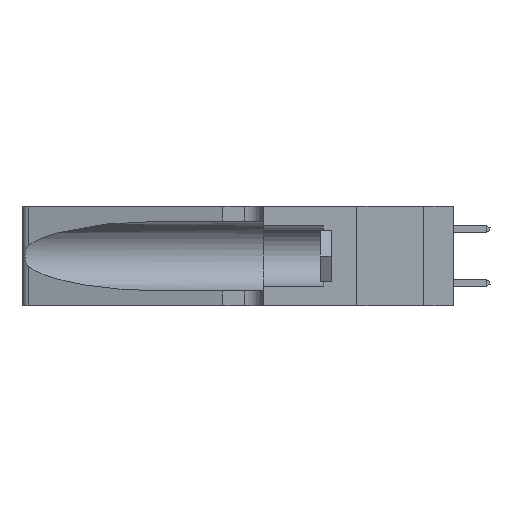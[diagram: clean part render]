
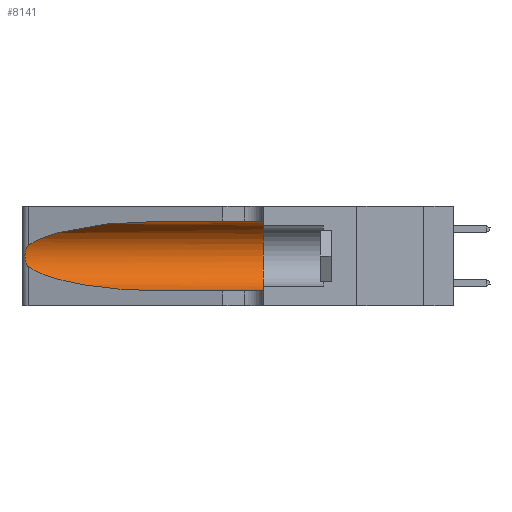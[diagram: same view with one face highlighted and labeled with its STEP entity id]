
A CAD part, left-side view. The second image highlights one B-rep face of the part: STEP entity #8141.
In plain terms, the highlighted cylindrical face has radius 3.308 mm (diameter 6.617 mm), a partial arc.
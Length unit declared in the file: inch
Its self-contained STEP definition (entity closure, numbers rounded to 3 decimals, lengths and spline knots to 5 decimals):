
#218 = CARTESIAN_POINT ( 'NONE',  ( 0.26075, 1.23896, 0.178 ) ) ;
#886 = CARTESIAN_POINT ( 'NONE',  ( 0.26075, 1.23896, 0.19203 ) ) ;
#1386 =( BOUNDED_CURVE ( )  B_SPLINE_CURVE ( 3, ( #12212, #5765, #19499, #3606 ),
 .UNSPECIFIED., .F., .F. ) 
 B_SPLINE_CURVE_WITH_KNOTS ( ( 4, 4 ),
 ( 1.5708, 2.84003 ),
 .UNSPECIFIED. ) 
 CURVE ( )  GEOMETRIC_REPRESENTATION_ITEM ( )  RATIONAL_B_SPLINE_CURVE ( ( 1., 0.87, 0.87, 1. ) ) 
 REPRESENTATION_ITEM ( '' )  );
#1617 = CIRCLE ( 'NONE', #20880, 0.13025 ) ;
#1842 = CARTESIAN_POINT ( 'NONE',  ( 0.25856, 1.23593, 0.16098 ) ) ;
#2361 = VECTOR ( 'NONE', #7964, 39.37008 ) ;
#2878 = CARTESIAN_POINT ( 'NONE',  ( 0.25639, 1.23184, 0.21858 ) ) ;
#3581 =( BOUNDED_CURVE ( )  B_SPLINE_CURVE ( 3, ( #20963, #17785, #5131, #13266 ),
 .UNSPECIFIED., .F., .T. ) 
 B_SPLINE_CURVE_WITH_KNOTS ( ( 4, 4 ),
 ( 3.44316, 4.71239 ),
 .UNSPECIFIED. ) 
 CURVE ( )  GEOMETRIC_REPRESENTATION_ITEM ( )  RATIONAL_B_SPLINE_CURVE ( ( 1., 0.87, 0.87, 1. ) ) 
 REPRESENTATION_ITEM ( '' )  );
#3606 = CARTESIAN_POINT ( 'NONE',  ( 0.25487, 1.22718, 0.22369 ) ) ;
#4169 = DIRECTION ( 'NONE',  ( 0., 0., -1. ) ) ;
#4238 = CARTESIAN_POINT ( 'NONE',  ( 0.25854, 1.2359, 0.20912 ) ) ;
#4509 = ORIENTED_EDGE ( 'NONE', *, *, #15537, .T. ) ;
#5131 = CARTESIAN_POINT ( 'NONE',  ( 0.18966, 0.96281, 0.05475 ) ) ;
#5211 = CARTESIAN_POINT ( 'NONE',  ( 0.1305, 0.35, 0.05475 ) ) ;
#5263 = ORIENTED_EDGE ( 'NONE', *, *, #13351, .T. ) ;
#5353 = EDGE_CURVE ( 'NONE', #9883, #9956, #3581, .T. ) ;
#5765 = CARTESIAN_POINT ( 'NONE',  ( 0.18966, 0.96281, 0.31525 ) ) ;
#6074 = CARTESIAN_POINT ( 'NONE',  ( 0.25487, 1.22718, 0.22369 ) ) ;
#6129 = CARTESIAN_POINT ( 'NONE',  ( 0.25787, 1.23484, 0.2124 ) ) ;
#6385 = VERTEX_POINT ( 'NONE', #5211 ) ;
#6886 = VERTEX_POINT ( 'NONE', #13035 ) ;
#7377 = CARTESIAN_POINT ( 'NONE',  ( 0.1305, 1.61858, 0.185 ) ) ;
#7525 = CARTESIAN_POINT ( 'NONE',  ( 0.1305, 0.35, 0.185 ) ) ;
#7820 = EDGE_CURVE ( 'NONE', #9956, #6385, #12721, .T. ) ;
#7964 = DIRECTION ( 'NONE',  ( 0., -1., 0. ) ) ;
#8141 = ADVANCED_FACE ( 'NONE', ( #12172 ), #13442, .F. ) ;
#9320 = B_SPLINE_CURVE_WITH_KNOTS ( 'NONE', 3,
 ( #9923, #15190, #2878, #6129, #4238, #14400, #886, #218, #19089, #1842, #9374, #15901, #19162, #20789 ),
 .UNSPECIFIED., .F., .F.,
 ( 4, 2, 2, 2, 2, 2, 4 ),
 ( 0., 0.00027, 0.00053, 0.00107, 0.0016, 0.00187, 0.00214 ),
 .UNSPECIFIED. ) ;
#9374 = CARTESIAN_POINT ( 'NONE',  ( 0.25789, 1.23486, 0.15765 ) ) ;
#9734 = CARTESIAN_POINT ( 'NONE',  ( 0.1305, 1.61858, 0.05475 ) ) ;
#9883 = VERTEX_POINT ( 'NONE', #14285 ) ;
#9923 = CARTESIAN_POINT ( 'NONE',  ( 0.25487, 1.22718, 0.22369 ) ) ;
#9956 = VERTEX_POINT ( 'NONE', #15715 ) ;
#10556 = DIRECTION ( 'NONE',  ( 0., 1., 0. ) ) ;
#11443 = ORIENTED_EDGE ( 'NONE', *, *, #20379, .F. ) ;
#12172 = FACE_OUTER_BOUND ( 'NONE', #16677, .T. ) ;
#12212 = CARTESIAN_POINT ( 'NONE',  ( 0.1305, 0.72297, 0.31525 ) ) ;
#12721 = LINE ( 'NONE', #9734, #16027 ) ;
#13024 = CARTESIAN_POINT ( 'NONE',  ( 0.1305, 1.61858, 0.31525 ) ) ;
#13035 = CARTESIAN_POINT ( 'NONE',  ( 0.1305, 0.72297, 0.31525 ) ) ;
#13266 = CARTESIAN_POINT ( 'NONE',  ( 0.1305, 0.72297, 0.05475 ) ) ;
#13351 = EDGE_CURVE ( 'NONE', #19062, #9883, #9320, .T. ) ;
#13357 = AXIS2_PLACEMENT_3D ( 'NONE', #7377, #20263, #4169 ) ;
#13442 = CYLINDRICAL_SURFACE ( 'NONE', #13357, 0.13025 ) ;
#14083 = ORIENTED_EDGE ( 'NONE', *, *, #5353, .T. ) ;
#14285 = CARTESIAN_POINT ( 'NONE',  ( 0.25487, 1.22718, 0.14631 ) ) ;
#14400 = CARTESIAN_POINT ( 'NONE',  ( 0.26018, 1.23835, 0.19895 ) ) ;
#15190 = CARTESIAN_POINT ( 'NONE',  ( 0.25555, 1.22994, 0.2215 ) ) ;
#15365 = DIRECTION ( 'NONE',  ( 0., 0., 1. ) ) ;
#15537 = EDGE_CURVE ( 'NONE', #6886, #19062, #1386, .T. ) ;
#15715 = CARTESIAN_POINT ( 'NONE',  ( 0.1305, 0.72297, 0.05475 ) ) ;
#15901 = CARTESIAN_POINT ( 'NONE',  ( 0.25639, 1.23186, 0.15144 ) ) ;
#16027 = VECTOR ( 'NONE', #17951, 39.37008 ) ;
#16677 = EDGE_LOOP ( 'NONE', ( #4509, #5263, #14083, #18000, #16853, #11443 ) ) ;
#16853 = ORIENTED_EDGE ( 'NONE', *, *, #20127, .F. ) ;
#17785 = CARTESIAN_POINT ( 'NONE',  ( 0.2373, 1.15595, 0.08982 ) ) ;
#17951 = DIRECTION ( 'NONE',  ( 0., -1., 0. ) ) ;
#18000 = ORIENTED_EDGE ( 'NONE', *, *, #7820, .T. ) ;
#18012 = CARTESIAN_POINT ( 'NONE',  ( 0.1305, 0.35, 0.31525 ) ) ;
#18883 = LINE ( 'NONE', #13024, #2361 ) ;
#19062 = VERTEX_POINT ( 'NONE', #6074 ) ;
#19089 = CARTESIAN_POINT ( 'NONE',  ( 0.26017, 1.23833, 0.17102 ) ) ;
#19162 = CARTESIAN_POINT ( 'NONE',  ( 0.25555, 1.22993, 0.14849 ) ) ;
#19499 = CARTESIAN_POINT ( 'NONE',  ( 0.2373, 1.15595, 0.28018 ) ) ;
#20074 = VERTEX_POINT ( 'NONE', #18012 ) ;
#20127 = EDGE_CURVE ( 'NONE', #20074, #6385, #1617, .T. ) ;
#20263 = DIRECTION ( 'NONE',  ( 0., -1., 0. ) ) ;
#20379 = EDGE_CURVE ( 'NONE', #6886, #20074, #18883, .T. ) ;
#20789 = CARTESIAN_POINT ( 'NONE',  ( 0.25487, 1.22718, 0.14631 ) ) ;
#20880 = AXIS2_PLACEMENT_3D ( 'NONE', #7525, #10556, #15365 ) ;
#20963 = CARTESIAN_POINT ( 'NONE',  ( 0.25487, 1.22718, 0.14631 ) ) ;
